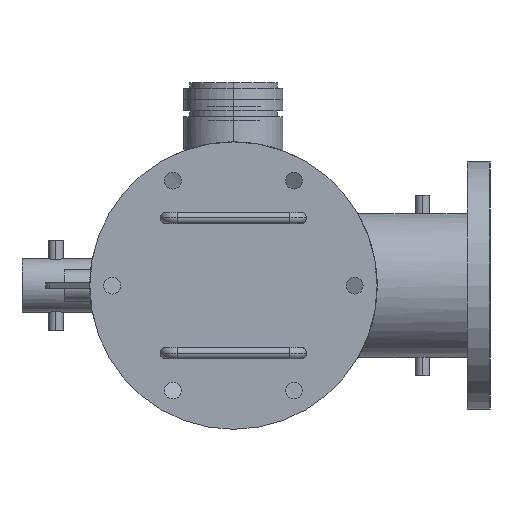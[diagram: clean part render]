
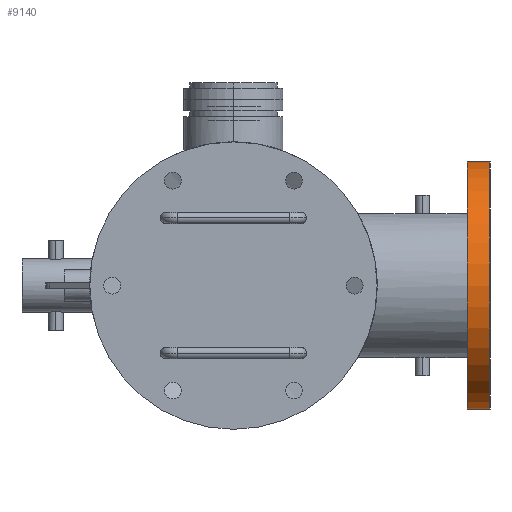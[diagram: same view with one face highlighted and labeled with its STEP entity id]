
A CAD part, left-side view. The second image highlights one B-rep face of the part: STEP entity #9140.
In plain terms, the highlighted cylindrical face has radius 139.7 mm (diameter 279.4 mm), a partial arc.
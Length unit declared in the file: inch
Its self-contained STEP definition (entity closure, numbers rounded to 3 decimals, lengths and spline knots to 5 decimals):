
#18 = VERTEX_POINT ( 'NONE', #9967 ) ;
#268 = VECTOR ( 'NONE', #8453, 39.37008 ) ;
#346 = CIRCLE ( 'NONE', #10525, 5.5 ) ;
#477 = ORIENTED_EDGE ( 'NONE', *, *, #10299, .T. ) ;
#2316 = DIRECTION ( 'NONE',  ( 0., 0., -1. ) ) ;
#2383 = AXIS2_PLACEMENT_3D ( 'NONE', #9219, #9438, #5977 ) ;
#2429 = CARTESIAN_POINT ( 'NONE',  ( 4.34, -11.38, 0. ) ) ;
#2610 = LINE ( 'NONE', #5034, #268 ) ;
#4058 = DIRECTION ( 'NONE',  ( 0., -1., 0. ) ) ;
#4800 = CYLINDRICAL_SURFACE ( 'NONE', #8333, 5.5 ) ;
#5017 = EDGE_CURVE ( 'NONE', #8332, #8707, #10978, .T. ) ;
#5034 = CARTESIAN_POINT ( 'NONE',  ( 4.34, -10.38, -5.5 ) ) ;
#5197 = FACE_OUTER_BOUND ( 'NONE', #7581, .T. ) ;
#5338 = DIRECTION ( 'NONE',  ( 0., -1., 0. ) ) ;
#5381 = EDGE_CURVE ( 'NONE', #18, #7910, #2610, .T. ) ;
#5880 = DIRECTION ( 'NONE',  ( 0., -1., 0. ) ) ;
#5977 = DIRECTION ( 'NONE',  ( 0., 0., -1. ) ) ;
#6082 = ORIENTED_EDGE ( 'NONE', *, *, #11211, .F. ) ;
#7212 = CARTESIAN_POINT ( 'NONE',  ( 4.34, -10.38, 5.5 ) ) ;
#7342 = ORIENTED_EDGE ( 'NONE', *, *, #5017, .F. ) ;
#7581 = EDGE_LOOP ( 'NONE', ( #7342, #477, #8165, #6082 ) ) ;
#7910 = VERTEX_POINT ( 'NONE', #10390 ) ;
#8165 = ORIENTED_EDGE ( 'NONE', *, *, #5381, .T. ) ;
#8332 = VERTEX_POINT ( 'NONE', #9911 ) ;
#8333 = AXIS2_PLACEMENT_3D ( 'NONE', #10166, #4058, #2316 ) ;
#8453 = DIRECTION ( 'NONE',  ( 0., -1., 0. ) ) ;
#8707 = VERTEX_POINT ( 'NONE', #9525 ) ;
#9140 = ADVANCED_FACE ( 'NONE', ( #5197 ), #4800, .T. ) ;
#9219 = CARTESIAN_POINT ( 'NONE',  ( 4.34, -10.38, 0. ) ) ;
#9438 = DIRECTION ( 'NONE',  ( 0., -1., 0. ) ) ;
#9525 = CARTESIAN_POINT ( 'NONE',  ( 4.34, -11.38, 5.5 ) ) ;
#9911 = CARTESIAN_POINT ( 'NONE',  ( 4.34, -10.38, 5.5 ) ) ;
#9967 = CARTESIAN_POINT ( 'NONE',  ( 4.34, -10.38, -5.5 ) ) ;
#10166 = CARTESIAN_POINT ( 'NONE',  ( 4.34, -10.38, 0. ) ) ;
#10294 = VECTOR ( 'NONE', #5338, 39.37008 ) ;
#10299 = EDGE_CURVE ( 'NONE', #8332, #18, #10513, .T. ) ;
#10390 = CARTESIAN_POINT ( 'NONE',  ( 4.34, -11.38, -5.5 ) ) ;
#10513 = CIRCLE ( 'NONE', #2383, 5.5 ) ;
#10525 = AXIS2_PLACEMENT_3D ( 'NONE', #2429, #5880, #11112 ) ;
#10978 = LINE ( 'NONE', #7212, #10294 ) ;
#11112 = DIRECTION ( 'NONE',  ( 0., 0., -1. ) ) ;
#11211 = EDGE_CURVE ( 'NONE', #8707, #7910, #346, .T. ) ;
